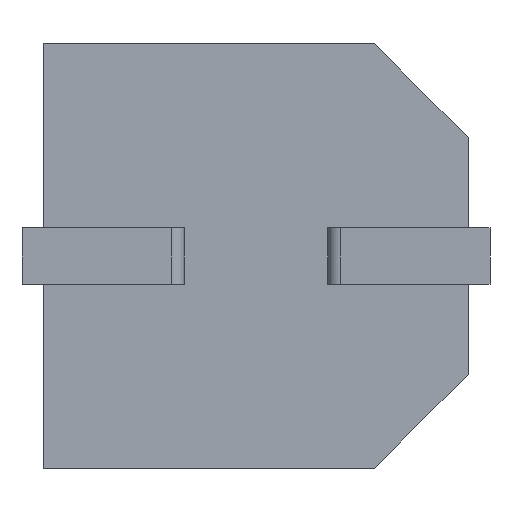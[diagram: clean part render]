
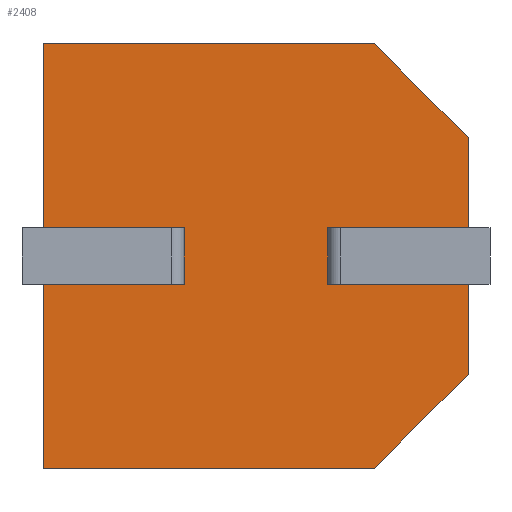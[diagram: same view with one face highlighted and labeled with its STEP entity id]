
A CAD part, front view. The second image highlights one B-rep face of the part: STEP entity #2408.
In plain terms, the highlighted planar face has unit normal (0, -1, 0).
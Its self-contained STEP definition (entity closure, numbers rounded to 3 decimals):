
#34 = DIRECTION ( 'NONE',  ( 0., 0., -1. ) ) ;
#36 = CARTESIAN_POINT ( 'NONE',  ( 6.8, 0., -1.499 ) ) ;
#52 = CARTESIAN_POINT ( 'NONE',  ( 6.8, 0., 0. ) ) ;
#86 = ORIENTED_EDGE ( 'NONE', *, *, #1875, .T. ) ;
#159 = EDGE_CURVE ( 'NONE', #1767, #909, #3090, .T. ) ;
#183 = LINE ( 'NONE', #498, #2387 ) ;
#219 = VERTEX_POINT ( 'NONE', #1782 ) ;
#225 = ORIENTED_EDGE ( 'NONE', *, *, #2843, .T. ) ;
#229 = DIRECTION ( 'NONE',  ( 0., 0., 1. ) ) ;
#304 = CARTESIAN_POINT ( 'NONE',  ( 0., 0., -3.85 ) ) ;
#357 = LINE ( 'NONE', #3334, #2451 ) ;
#364 = CARTESIAN_POINT ( 'NONE',  ( 0., 0., 0. ) ) ;
#416 = EDGE_CURVE ( 'NONE', #430, #2827, #1560, .T. ) ;
#430 = VERTEX_POINT ( 'NONE', #36 ) ;
#484 = LINE ( 'NONE', #3418, #567 ) ;
#498 = CARTESIAN_POINT ( 'NONE',  ( 4.55, 0., -2.95 ) ) ;
#540 = CARTESIAN_POINT ( 'NONE',  ( 5.301, 0., 0. ) ) ;
#553 = PLANE ( 'NONE',  #2949 ) ;
#563 = CARTESIAN_POINT ( 'NONE',  ( 2.25, 0., -2.95 ) ) ;
#564 = LINE ( 'NONE', #364, #3341 ) ;
#567 = VECTOR ( 'NONE', #1544, 1000. ) ;
#569 = ORIENTED_EDGE ( 'NONE', *, *, #1752, .F. ) ;
#597 = DIRECTION ( 'NONE',  ( 0.707, 0., 0.707 ) ) ;
#681 = CARTESIAN_POINT ( 'NONE',  ( 0., 0., 0. ) ) ;
#735 = ORIENTED_EDGE ( 'NONE', *, *, #3331, .F. ) ;
#742 = CARTESIAN_POINT ( 'NONE',  ( 5.301, 0., -6.8 ) ) ;
#794 = DIRECTION ( 'NONE',  ( 0., 0., 1. ) ) ;
#820 = DIRECTION ( 'NONE',  ( -1., 0., 0. ) ) ;
#860 = CARTESIAN_POINT ( 'NONE',  ( 6.8, 0., 0. ) ) ;
#872 = VERTEX_POINT ( 'NONE', #304 ) ;
#895 = VECTOR ( 'NONE', #3190, 1000. ) ;
#908 = LINE ( 'NONE', #3363, #1115 ) ;
#909 = VERTEX_POINT ( 'NONE', #1383 ) ;
#923 = VECTOR ( 'NONE', #34, 1000. ) ;
#926 = DIRECTION ( 'NONE',  ( 1., 0., 0. ) ) ;
#927 = DIRECTION ( 'NONE',  ( 0., 0., -1. ) ) ;
#968 = DIRECTION ( 'NONE',  ( 0., 0., -1. ) ) ;
#993 = EDGE_CURVE ( 'NONE', #2424, #3258, #3184, .T. ) ;
#1037 = VERTEX_POINT ( 'NONE', #2825 ) ;
#1052 = EDGE_CURVE ( 'NONE', #1037, #2424, #908, .T. ) ;
#1057 = CARTESIAN_POINT ( 'NONE',  ( 4.55, 0., -3.85 ) ) ;
#1060 = CARTESIAN_POINT ( 'NONE',  ( 0., 0., 0. ) ) ;
#1115 = VECTOR ( 'NONE', #926, 1000. ) ;
#1189 = DIRECTION ( 'NONE',  ( 1., 0., 0. ) ) ;
#1234 = ORIENTED_EDGE ( 'NONE', *, *, #993, .T. ) ;
#1235 = VECTOR ( 'NONE', #1189, 1000. ) ;
#1237 = ORIENTED_EDGE ( 'NONE', *, *, #2683, .F. ) ;
#1261 = CARTESIAN_POINT ( 'NONE',  ( 6.8, 0., -5.301 ) ) ;
#1315 = EDGE_CURVE ( 'NONE', #1586, #2827, #1792, .T. ) ;
#1369 = CARTESIAN_POINT ( 'NONE',  ( 4.55, 0., -2.95 ) ) ;
#1383 = CARTESIAN_POINT ( 'NONE',  ( 6.8, 0., -3.85 ) ) ;
#1417 = DIRECTION ( 'NONE',  ( 0., 0., -1. ) ) ;
#1426 = VECTOR ( 'NONE', #3345, 1000. ) ;
#1442 = VECTOR ( 'NONE', #597, 1000. ) ;
#1493 = EDGE_CURVE ( 'NONE', #1767, #2967, #484, .T. ) ;
#1497 = VECTOR ( 'NONE', #968, 1000. ) ;
#1521 = VERTEX_POINT ( 'NONE', #2107 ) ;
#1544 = DIRECTION ( 'NONE',  ( 0., 0., 1. ) ) ;
#1560 = LINE ( 'NONE', #540, #895 ) ;
#1586 = VERTEX_POINT ( 'NONE', #2117 ) ;
#1630 = LINE ( 'NONE', #52, #1497 ) ;
#1752 = EDGE_CURVE ( 'NONE', #219, #1521, #1786, .T. ) ;
#1767 = VERTEX_POINT ( 'NONE', #1057 ) ;
#1782 = CARTESIAN_POINT ( 'NONE',  ( 2.25, 0., -2.95 ) ) ;
#1786 = LINE ( 'NONE', #563, #1426 ) ;
#1792 = LINE ( 'NONE', #681, #2627 ) ;
#1831 = CARTESIAN_POINT ( 'NONE',  ( 2.25, 0., -3.85 ) ) ;
#1852 = ORIENTED_EDGE ( 'NONE', *, *, #2246, .T. ) ;
#1875 = EDGE_CURVE ( 'NONE', #872, #1037, #564, .T. ) ;
#1904 = CARTESIAN_POINT ( 'NONE',  ( 0., 0., 0. ) ) ;
#1977 = VERTEX_POINT ( 'NONE', #3338 ) ;
#1996 = CARTESIAN_POINT ( 'NONE',  ( 2.25, 0., -3.85 ) ) ;
#2027 = ORIENTED_EDGE ( 'NONE', *, *, #159, .F. ) ;
#2071 = VECTOR ( 'NONE', #229, 1000. ) ;
#2107 = CARTESIAN_POINT ( 'NONE',  ( 0., 0., -2.95 ) ) ;
#2117 = CARTESIAN_POINT ( 'NONE',  ( 0., 0., 0. ) ) ;
#2140 = DIRECTION ( 'NONE',  ( 0., 1., 0. ) ) ;
#2151 = LINE ( 'NONE', #1831, #2071 ) ;
#2246 = EDGE_CURVE ( 'NONE', #2355, #872, #357, .T. ) ;
#2273 = CARTESIAN_POINT ( 'NONE',  ( 4.55, 0., -3.85 ) ) ;
#2355 = VERTEX_POINT ( 'NONE', #1996 ) ;
#2387 = VECTOR ( 'NONE', #3174, 1000. ) ;
#2408 = ADVANCED_FACE ( 'NONE', ( #2741 ), #553, .F. ) ;
#2424 = VERTEX_POINT ( 'NONE', #742 ) ;
#2447 = CARTESIAN_POINT ( 'NONE',  ( 5.301, 0., 0. ) ) ;
#2451 = VECTOR ( 'NONE', #820, 1000. ) ;
#2554 = DIRECTION ( 'NONE',  ( 1., 0., 0. ) ) ;
#2627 = VECTOR ( 'NONE', #2554, 1000. ) ;
#2678 = ORIENTED_EDGE ( 'NONE', *, *, #416, .T. ) ;
#2683 = EDGE_CURVE ( 'NONE', #430, #1977, #1630, .T. ) ;
#2724 = ORIENTED_EDGE ( 'NONE', *, *, #1315, .F. ) ;
#2741 = FACE_OUTER_BOUND ( 'NONE', #3239, .T. ) ;
#2825 = CARTESIAN_POINT ( 'NONE',  ( 0., 0., -6.8 ) ) ;
#2827 = VERTEX_POINT ( 'NONE', #2447 ) ;
#2843 = EDGE_CURVE ( 'NONE', #1586, #1521, #2865, .T. ) ;
#2865 = LINE ( 'NONE', #1904, #923 ) ;
#2908 = VECTOR ( 'NONE', #927, 1000. ) ;
#2949 = AXIS2_PLACEMENT_3D ( 'NONE', #1060, #2140, #794 ) ;
#2967 = VERTEX_POINT ( 'NONE', #1369 ) ;
#2976 = ORIENTED_EDGE ( 'NONE', *, *, #1052, .T. ) ;
#3001 = EDGE_CURVE ( 'NONE', #909, #3258, #3106, .T. ) ;
#3034 = EDGE_CURVE ( 'NONE', #2967, #1977, #183, .T. ) ;
#3090 = LINE ( 'NONE', #2273, #1235 ) ;
#3092 = ORIENTED_EDGE ( 'NONE', *, *, #1493, .T. ) ;
#3106 = LINE ( 'NONE', #860, #2908 ) ;
#3154 = ORIENTED_EDGE ( 'NONE', *, *, #3001, .F. ) ;
#3174 = DIRECTION ( 'NONE',  ( 1., 0., 0. ) ) ;
#3184 = LINE ( 'NONE', #3324, #1442 ) ;
#3190 = DIRECTION ( 'NONE',  ( -0.707, 0., 0.707 ) ) ;
#3193 = ORIENTED_EDGE ( 'NONE', *, *, #3034, .T. ) ;
#3239 = EDGE_LOOP ( 'NONE', ( #2027, #3092, #3193, #1237, #2678, #2724, #225, #569, #735, #1852, #86, #2976, #1234, #3154 ) ) ;
#3258 = VERTEX_POINT ( 'NONE', #1261 ) ;
#3324 = CARTESIAN_POINT ( 'NONE',  ( 6.8, 0., -5.301 ) ) ;
#3331 = EDGE_CURVE ( 'NONE', #2355, #219, #2151, .T. ) ;
#3334 = CARTESIAN_POINT ( 'NONE',  ( 2.25, 0., -3.85 ) ) ;
#3338 = CARTESIAN_POINT ( 'NONE',  ( 6.8, 0., -2.95 ) ) ;
#3341 = VECTOR ( 'NONE', #1417, 1000. ) ;
#3345 = DIRECTION ( 'NONE',  ( -1., 0., 0. ) ) ;
#3363 = CARTESIAN_POINT ( 'NONE',  ( 0., 0., -6.8 ) ) ;
#3418 = CARTESIAN_POINT ( 'NONE',  ( 4.55, 0., -3.85 ) ) ;
